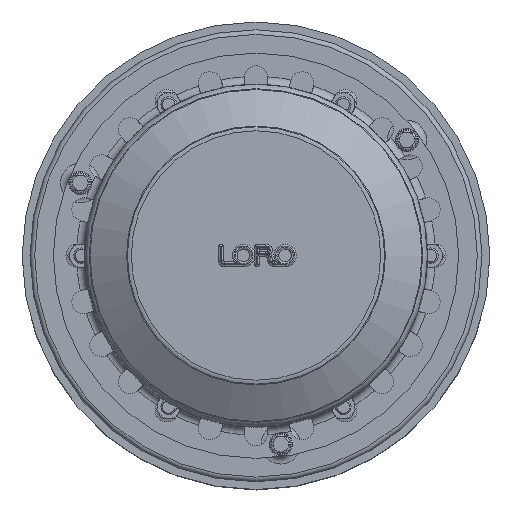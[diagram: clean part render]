
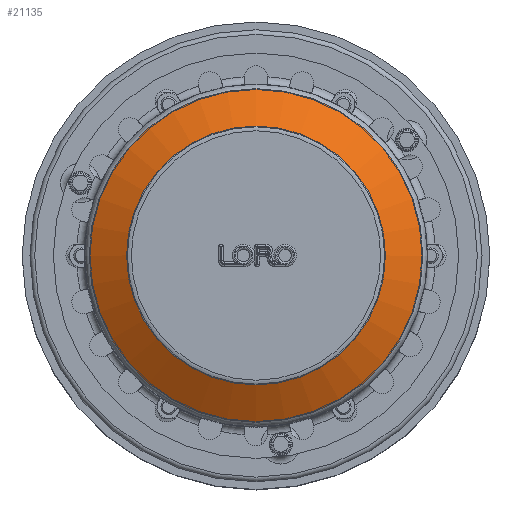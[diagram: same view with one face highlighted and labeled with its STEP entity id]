
A CAD part, top view. The second image highlights one B-rep face of the part: STEP entity #21135.
In plain terms, the highlighted conical face has half-angle 59.744 degrees and reference radius 950.348 mm.
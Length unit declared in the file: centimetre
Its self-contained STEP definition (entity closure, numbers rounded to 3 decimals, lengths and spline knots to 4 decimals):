
#2930=FACE_OUTER_BOUND('',#4469,.T.);
#4469=EDGE_LOOP('',(#18661,#18662,#18663,#18664,#18665,#18666));
#5530=LINE('',#43105,#6583);
#6583=VECTOR('',#30309,95.0348);
#8020=CIRCLE('',#23906,83.0464);
#8023=CIRCLE('',#23909,83.0464);
#8024=CIRCLE('',#23911,107.0232);
#8025=CIRCLE('',#23912,107.0232);
#9864=VERTEX_POINT('',#43093);
#9865=VERTEX_POINT('',#43094);
#9867=VERTEX_POINT('',#43101);
#9868=VERTEX_POINT('',#43102);
#12849=EDGE_CURVE('',#9864,#9865,#8020,.T.);
#12852=EDGE_CURVE('',#9865,#9864,#8023,.T.);
#12853=EDGE_CURVE('',#9867,#9868,#8024,.T.);
#12854=EDGE_CURVE('',#9868,#9867,#8025,.T.);
#12855=EDGE_CURVE('',#9868,#9865,#5530,.T.);
#18661=ORIENTED_EDGE('',*,*,#12853,.F.);
#18662=ORIENTED_EDGE('',*,*,#12854,.F.);
#18663=ORIENTED_EDGE('',*,*,#12855,.T.);
#18664=ORIENTED_EDGE('',*,*,#12852,.T.);
#18665=ORIENTED_EDGE('',*,*,#12849,.T.);
#18666=ORIENTED_EDGE('',*,*,#12855,.F.);
#19875=CONICAL_SURFACE('',#23910,95.0348,1.043);
#21135=ADVANCED_FACE('',(#2930),#19875,.T.);
#23906=AXIS2_PLACEMENT_3D('',#43095,#30295,#30296);
#23909=AXIS2_PLACEMENT_3D('',#43099,#30301,#30302);
#23910=AXIS2_PLACEMENT_3D('',#43100,#30303,#30304);
#23911=AXIS2_PLACEMENT_3D('',#43103,#30305,#30306);
#23912=AXIS2_PLACEMENT_3D('',#43104,#30307,#30308);
#30295=DIRECTION('center_axis',(0.,0.,
-1.));
#30296=DIRECTION('ref_axis',(1.,0.,0.));
#30301=DIRECTION('center_axis',(0.,0.,
-1.));
#30302=DIRECTION('ref_axis',(1.,0.,0.));
#30303=DIRECTION('center_axis',(0.,0.,
-1.));
#30304=DIRECTION('ref_axis',(-1.,0.,0.));
#30305=DIRECTION('center_axis',(0.,0.,
-1.));
#30306=DIRECTION('ref_axis',(1.,0.,0.));
#30307=DIRECTION('center_axis',(0.,0.,
-1.));
#30308=DIRECTION('ref_axis',(1.,0.,0.));
#30309=DIRECTION('',(-0.864,0.,0.504));
#43093=CARTESIAN_POINT('',(1103.9401,318.147,263.0441));
#43094=CARTESIAN_POINT('',(1186.9865,401.1934,263.0441));
#43095=CARTESIAN_POINT('Origin',(1103.9401,401.1934,263.0441));
#43099=CARTESIAN_POINT('Origin',(1103.9401,401.1934,263.0441));
#43100=CARTESIAN_POINT('Origin',(1103.9401,401.1934,256.0509));
#43101=CARTESIAN_POINT('',(1103.9401,294.1702,249.0576));
#43102=CARTESIAN_POINT('',(1210.9633,401.1934,249.0576));
#43103=CARTESIAN_POINT('Origin',(1103.9401,401.1934,249.0576));
#43104=CARTESIAN_POINT('Origin',(1103.9401,401.1934,249.0576));
#43105=CARTESIAN_POINT('',(1198.9749,401.1934,256.0509));
